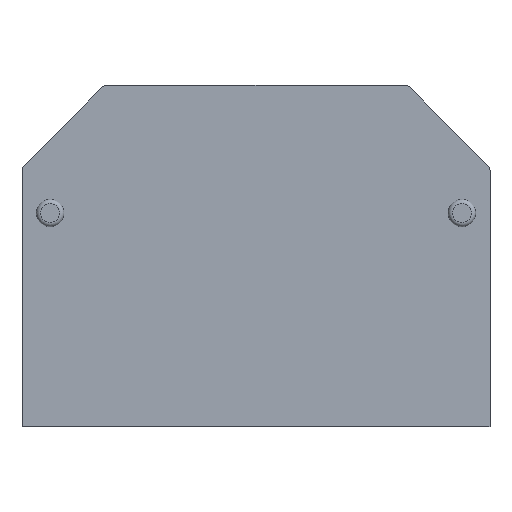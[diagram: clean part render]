
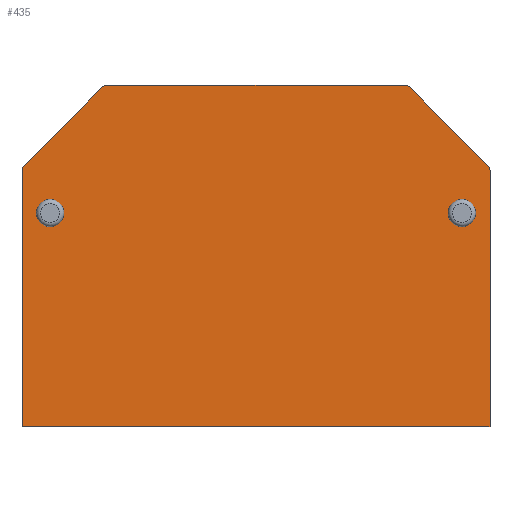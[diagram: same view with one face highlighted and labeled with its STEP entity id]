
A CAD part, front view. The second image highlights one B-rep face of the part: STEP entity #435.
In plain terms, the highlighted planar face has unit normal (0, -1, 0).
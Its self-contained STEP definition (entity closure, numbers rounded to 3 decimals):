
#12 = CARTESIAN_POINT ( 'NONE',  ( 21.25, -1.5, -19.354 ) ) ;
#19 = CARTESIAN_POINT ( 'NONE',  ( 21.25, -1.5, -7.708 ) ) ;
#20 = VECTOR ( 'NONE', #394, 1000. ) ;
#21 = AXIS2_PLACEMENT_3D ( 'NONE', #281, #233, #324 ) ;
#28 = EDGE_CURVE ( 'NONE', #201, #377, #421, .T. ) ;
#32 = ORIENTED_EDGE ( 'NONE', *, *, #494, .F. ) ;
#39 = ORIENTED_EDGE ( 'NONE', *, *, #194, .F. ) ;
#40 = AXIS2_PLACEMENT_3D ( 'NONE', #506, #503, #297 ) ;
#44 = DIRECTION ( 'NONE',  ( 1., 0., 0. ) ) ;
#47 = DIRECTION ( 'NONE',  ( 0., 0., -1. ) ) ;
#49 = DIRECTION ( 'NONE',  ( 0., 0., 1. ) ) ;
#51 = EDGE_CURVE ( 'NONE', #504, #477, #183, .T. ) ;
#52 = AXIS2_PLACEMENT_3D ( 'NONE', #422, #425, #47 ) ;
#59 = VECTOR ( 'NONE', #44, 1000. ) ;
#68 = LINE ( 'NONE', #70, #199 ) ;
#70 = CARTESIAN_POINT ( 'NONE',  ( 17.5, -1.5, -3.75 ) ) ;
#74 = ORIENTED_EDGE ( 'NONE', *, *, #271, .F. ) ;
#75 = CARTESIAN_POINT ( 'NONE',  ( -20.75, -1.5, -7.708 ) ) ;
#87 = VERTEX_POINT ( 'NONE', #145 ) ;
#94 = CIRCLE ( 'NONE', #275, 0.5 ) ;
#117 = CIRCLE ( 'NONE', #538, 0.5 ) ;
#118 = CARTESIAN_POINT ( 'NONE',  ( 0., -1.5, -31. ) ) ;
#125 = LINE ( 'NONE', #118, #141 ) ;
#132 = CIRCLE ( 'NONE', #21, 0.5 ) ;
#141 = VECTOR ( 'NONE', #293, 1000. ) ;
#143 = DIRECTION ( 'NONE',  ( 0., 0., 1. ) ) ;
#145 = CARTESIAN_POINT ( 'NONE',  ( -13.542, -1.5, 0. ) ) ;
#147 = DIRECTION ( 'NONE',  ( 0., 0., 1. ) ) ;
#157 = DIRECTION ( 'NONE',  ( 0., 0., 1. ) ) ;
#160 = VERTEX_POINT ( 'NONE', #518 ) ;
#166 = AXIS2_PLACEMENT_3D ( 'NONE', #190, #522, #147 ) ;
#172 = FACE_OUTER_BOUND ( 'NONE', #367, .T. ) ;
#177 = VERTEX_POINT ( 'NONE', #356 ) ;
#183 = LINE ( 'NONE', #516, #357 ) ;
#190 = CARTESIAN_POINT ( 'NONE',  ( -18.7, -1.5, -11.6 ) ) ;
#194 = EDGE_CURVE ( 'NONE', #294, #160, #269, .T. ) ;
#199 = VECTOR ( 'NONE', #237, 1000. ) ;
#201 = VERTEX_POINT ( 'NONE', #19 ) ;
#204 = EDGE_CURVE ( 'NONE', #299, #299, #320, .T. ) ;
#213 = CARTESIAN_POINT ( 'NONE',  ( 18.7, -1.5, -12.85 ) ) ;
#220 = CARTESIAN_POINT ( 'NONE',  ( 0., -1.5, 0. ) ) ;
#223 = DIRECTION ( 'NONE',  ( 0., 1., 0. ) ) ;
#231 = CARTESIAN_POINT ( 'NONE',  ( -17.5, -1.5, -3.75 ) ) ;
#233 = DIRECTION ( 'NONE',  ( 0., 1., 0. ) ) ;
#237 = DIRECTION ( 'NONE',  ( 0.707, 0., -0.707 ) ) ;
#245 = DIRECTION ( 'NONE',  ( 0., 1., 0. ) ) ;
#259 = CARTESIAN_POINT ( 'NONE',  ( 21.25, -1.5, -31. ) ) ;
#263 = LINE ( 'NONE', #220, #59 ) ;
#266 = EDGE_CURVE ( 'NONE', #504, #377, #125, .T. ) ;
#269 = LINE ( 'NONE', #231, #20 ) ;
#271 = EDGE_CURVE ( 'NONE', #327, #177, #68, .T. ) ;
#275 = AXIS2_PLACEMENT_3D ( 'NONE', #513, #223, #49 ) ;
#281 = CARTESIAN_POINT ( 'NONE',  ( 20.75, -1.5, -7.708 ) ) ;
#288 = VERTEX_POINT ( 'NONE', #213 ) ;
#293 = DIRECTION ( 'NONE',  ( 1., 0., 0. ) ) ;
#294 = VERTEX_POINT ( 'NONE', #531 ) ;
#297 = DIRECTION ( 'NONE',  ( 0., 0., -1. ) ) ;
#299 = VERTEX_POINT ( 'NONE', #418 ) ;
#310 = EDGE_CURVE ( 'NONE', #477, #294, #117, .T. ) ;
#314 = CIRCLE ( 'NONE', #52, 1.25 ) ;
#320 = CIRCLE ( 'NONE', #166, 1.25 ) ;
#324 = DIRECTION ( 'NONE',  ( -1., 0., 0. ) ) ;
#325 = EDGE_CURVE ( 'NONE', #288, #288, #314, .T. ) ;
#327 = VERTEX_POINT ( 'NONE', #345 ) ;
#339 = PLANE ( 'NONE',  #40 ) ;
#342 = FACE_BOUND ( 'NONE', #532, .T. ) ;
#343 = ORIENTED_EDGE ( 'NONE', *, *, #310, .F. ) ;
#344 = EDGE_CURVE ( 'NONE', #87, #460, #263, .T. ) ;
#345 = CARTESIAN_POINT ( 'NONE',  ( 13.896, -1.5, -0.146 ) ) ;
#356 = CARTESIAN_POINT ( 'NONE',  ( 21.104, -1.5, -7.354 ) ) ;
#357 = VECTOR ( 'NONE', #143, 1000. ) ;
#358 = CARTESIAN_POINT ( 'NONE',  ( -21.25, -1.5, -7.708 ) ) ;
#367 = EDGE_LOOP ( 'NONE', ( #371, #74, #369, #423, #32, #39, #343, #510, #470, #489 ) ) ;
#369 = ORIENTED_EDGE ( 'NONE', *, *, #380, .F. ) ;
#371 = ORIENTED_EDGE ( 'NONE', *, *, #512, .F. ) ;
#377 = VERTEX_POINT ( 'NONE', #259 ) ;
#380 = EDGE_CURVE ( 'NONE', #460, #327, #94, .T. ) ;
#394 = DIRECTION ( 'NONE',  ( 0.707, 0., 0.707 ) ) ;
#409 = DIRECTION ( 'NONE',  ( -1., 0., 0. ) ) ;
#414 = ORIENTED_EDGE ( 'NONE', *, *, #204, .F. ) ;
#418 = CARTESIAN_POINT ( 'NONE',  ( -18.7, -1.5, -10.35 ) ) ;
#421 = LINE ( 'NONE', #12, #505 ) ;
#422 = CARTESIAN_POINT ( 'NONE',  ( 18.7, -1.5, -11.6 ) ) ;
#423 = ORIENTED_EDGE ( 'NONE', *, *, #344, .F. ) ;
#425 = DIRECTION ( 'NONE',  ( 0., -1., 0. ) ) ;
#426 = DIRECTION ( 'NONE',  ( 0., 0., -1. ) ) ;
#435 = ADVANCED_FACE ( 'NONE', ( #342, #543, #172 ), #339, .T. ) ;
#439 = CARTESIAN_POINT ( 'NONE',  ( -21.25, -1.5, -31. ) ) ;
#442 = AXIS2_PLACEMENT_3D ( 'NONE', #523, #530, #157 ) ;
#460 = VERTEX_POINT ( 'NONE', #467 ) ;
#462 = CIRCLE ( 'NONE', #442, 0.5 ) ;
#467 = CARTESIAN_POINT ( 'NONE',  ( 13.542, -1.5, 0. ) ) ;
#468 = ORIENTED_EDGE ( 'NONE', *, *, #325, .F. ) ;
#470 = ORIENTED_EDGE ( 'NONE', *, *, #266, .T. ) ;
#477 = VERTEX_POINT ( 'NONE', #358 ) ;
#489 = ORIENTED_EDGE ( 'NONE', *, *, #28, .F. ) ;
#492 = EDGE_LOOP ( 'NONE', ( #468 ) ) ;
#494 = EDGE_CURVE ( 'NONE', #160, #87, #462, .T. ) ;
#503 = DIRECTION ( 'NONE',  ( 0., -1., 0. ) ) ;
#504 = VERTEX_POINT ( 'NONE', #439 ) ;
#505 = VECTOR ( 'NONE', #426, 1000. ) ;
#506 = CARTESIAN_POINT ( 'NONE',  ( 22.312, -1.5, 0.775 ) ) ;
#510 = ORIENTED_EDGE ( 'NONE', *, *, #51, .F. ) ;
#512 = EDGE_CURVE ( 'NONE', #177, #201, #132, .T. ) ;
#513 = CARTESIAN_POINT ( 'NONE',  ( 13.542, -1.5, -0.5 ) ) ;
#516 = CARTESIAN_POINT ( 'NONE',  ( -21.25, -1.5, -19.354 ) ) ;
#518 = CARTESIAN_POINT ( 'NONE',  ( -13.896, -1.5, -0.146 ) ) ;
#522 = DIRECTION ( 'NONE',  ( 0., -1., 0. ) ) ;
#523 = CARTESIAN_POINT ( 'NONE',  ( -13.542, -1.5, -0.5 ) ) ;
#530 = DIRECTION ( 'NONE',  ( 0., 1., 0. ) ) ;
#531 = CARTESIAN_POINT ( 'NONE',  ( -21.104, -1.5, -7.354 ) ) ;
#532 = EDGE_LOOP ( 'NONE', ( #414 ) ) ;
#538 = AXIS2_PLACEMENT_3D ( 'NONE', #75, #245, #409 ) ;
#543 = FACE_BOUND ( 'NONE', #492, .T. ) ;
